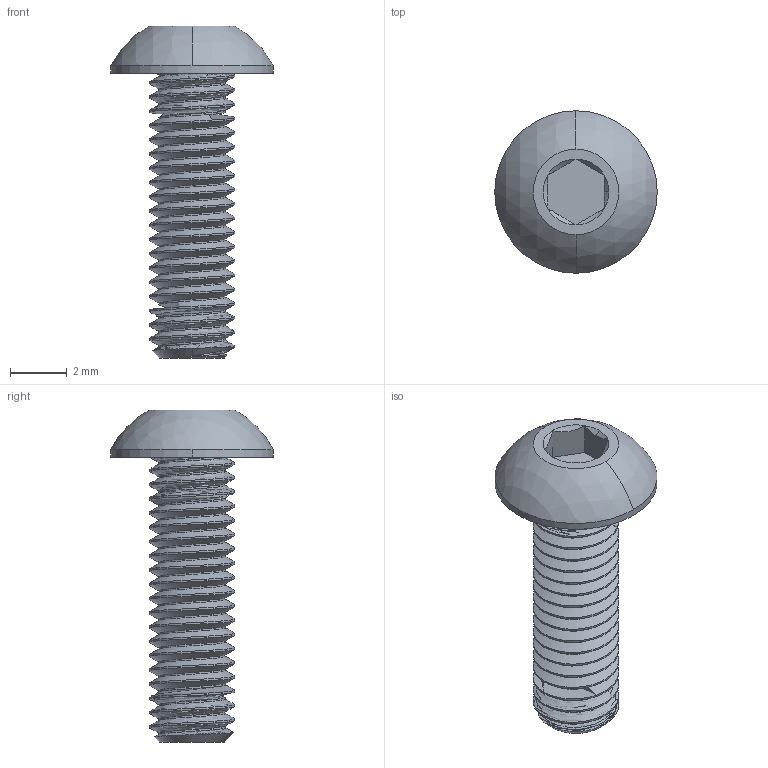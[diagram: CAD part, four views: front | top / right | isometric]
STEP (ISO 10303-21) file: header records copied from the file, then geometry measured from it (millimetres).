
FILE_DESCRIPTION (( 'STEP AP203' ), '1' );
FILE_NAME ('91239A115.step', '2014-03-03T20:03:25', ( '' ), ( '' ), 'SwSTEP 2.0', 'SolidWorks 2012', '' );
FILE_SCHEMA (( 'CONFIG_CONTROL_DESIGN' ));
Length unit declared in the file: millimetre
Products named in the file (1): 91239A115
Bounding box: 5.7 x 5.7 x 11.65 mm (x, y, z)
Volume: 82.9 mm3; surface area: 217.3 mm2
Topology: 1 solids, 1 shells, 106 faces, 293 edges, 191 vertices
Faces by surface type: cylinder 82, cone 10, plane 10, sphere 2, bspline 2
Entity records: 4959 total; most frequent: CARTESIAN_POINT 2669, ORIENTED_EDGE 586, DIRECTION 354, EDGE_CURVE 293, VERTEX_POINT 191, AXIS2_PLACEMENT_3D 129, EDGE_LOOP 108, FACE_OUTER_BOUND 106
